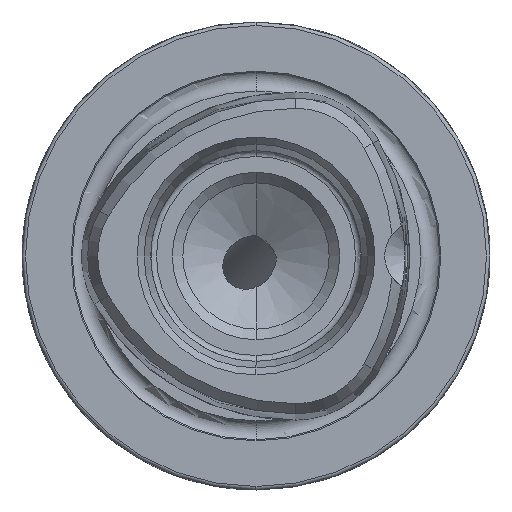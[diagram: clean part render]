
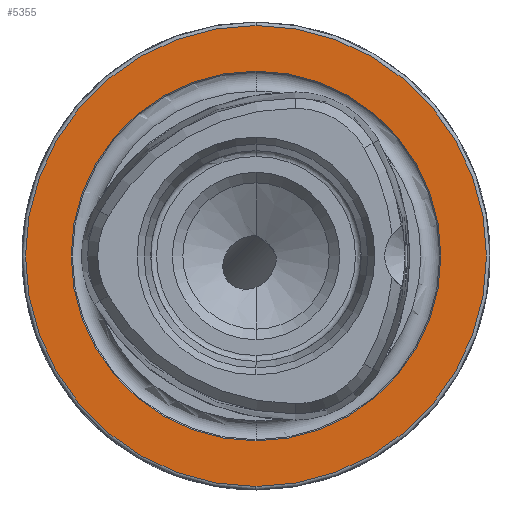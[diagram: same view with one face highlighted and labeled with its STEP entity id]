
A CAD part, left-side view. The second image highlights one B-rep face of the part: STEP entity #5355.
In plain terms, the highlighted planar face has unit normal (-1, 0, 0).
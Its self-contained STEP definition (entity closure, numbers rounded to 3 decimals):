
#259 = CARTESIAN_POINT ( 'NONE',  ( 0., 15.8, 0. ) ) ;
#309 = ORIENTED_EDGE ( 'NONE', *, *, #1538, .T. ) ;
#882 = CIRCLE ( 'NONE', #5897, 19.7 ) ;
#1337 = DIRECTION ( 'NONE',  ( 0., 0., 1. ) ) ;
#1538 = EDGE_CURVE ( 'NONE', #7025, #5356, #3971, .T. ) ;
#1874 = AXIS2_PLACEMENT_3D ( 'NONE', #7706, #2153, #6152 ) ;
#1920 = VERTEX_POINT ( 'NONE', #5654 ) ;
#2153 = DIRECTION ( 'NONE',  ( -1., 0., 0. ) ) ;
#2488 = EDGE_LOOP ( 'NONE', ( #6987, #309 ) ) ;
#2555 = AXIS2_PLACEMENT_3D ( 'NONE', #6579, #8098, #4234 ) ;
#2852 = DIRECTION ( 'NONE',  ( -1., 0., 0. ) ) ;
#3147 = CARTESIAN_POINT ( 'NONE',  ( 0., 0., 0. ) ) ;
#3239 = ORIENTED_EDGE ( 'NONE', *, *, #6873, .F. ) ;
#3640 = CARTESIAN_POINT ( 'NONE',  ( 0., 0., -19.7 ) ) ;
#3971 = CIRCLE ( 'NONE', #2555, 19.7 ) ;
#4091 = AXIS2_PLACEMENT_3D ( 'NONE', #9023, #2852, #1337 ) ;
#4234 = DIRECTION ( 'NONE',  ( 0., 0., 1. ) ) ;
#4246 = FACE_BOUND ( 'NONE', #7120, .T. ) ;
#4765 = DIRECTION ( 'NONE',  ( 0., 0., -1. ) ) ;
#4780 = ORIENTED_EDGE ( 'NONE', *, *, #9671, .F. ) ;
#4866 = FACE_OUTER_BOUND ( 'NONE', #2488, .T. ) ;
#5051 = EDGE_CURVE ( 'NONE', #5356, #7025, #882, .T. ) ;
#5231 = CIRCLE ( 'NONE', #4091, 15.8 ) ;
#5355 = ADVANCED_FACE ( 'NONE', ( #4246, #4866 ), #5579, .F. ) ;
#5356 = VERTEX_POINT ( 'NONE', #6457 ) ;
#5381 = CARTESIAN_POINT ( 'NONE',  ( 0., 0., -15.8 ) ) ;
#5440 = AXIS2_PLACEMENT_3D ( 'NONE', #259, #9475, #4765 ) ;
#5579 = PLANE ( 'NONE',  #5440 ) ;
#5621 = VERTEX_POINT ( 'NONE', #5381 ) ;
#5654 = CARTESIAN_POINT ( 'NONE',  ( 0., 0., 15.8 ) ) ;
#5897 = AXIS2_PLACEMENT_3D ( 'NONE', #3147, #8633, #8731 ) ;
#6152 = DIRECTION ( 'NONE',  ( 0., 0., 1. ) ) ;
#6457 = CARTESIAN_POINT ( 'NONE',  ( 0., 0., 19.7 ) ) ;
#6579 = CARTESIAN_POINT ( 'NONE',  ( 0., 0., 0. ) ) ;
#6692 = CIRCLE ( 'NONE', #1874, 15.8 ) ;
#6873 = EDGE_CURVE ( 'NONE', #5621, #1920, #6692, .T. ) ;
#6987 = ORIENTED_EDGE ( 'NONE', *, *, #5051, .T. ) ;
#7025 = VERTEX_POINT ( 'NONE', #3640 ) ;
#7120 = EDGE_LOOP ( 'NONE', ( #4780, #3239 ) ) ;
#7706 = CARTESIAN_POINT ( 'NONE',  ( 0., 0., 0. ) ) ;
#8098 = DIRECTION ( 'NONE',  ( -1., 0., 0. ) ) ;
#8633 = DIRECTION ( 'NONE',  ( -1., 0., 0. ) ) ;
#8731 = DIRECTION ( 'NONE',  ( 0., 0., 1. ) ) ;
#9023 = CARTESIAN_POINT ( 'NONE',  ( 0., 0., 0. ) ) ;
#9475 = DIRECTION ( 'NONE',  ( 1., 0., 0. ) ) ;
#9671 = EDGE_CURVE ( 'NONE', #1920, #5621, #5231, .T. ) ;
